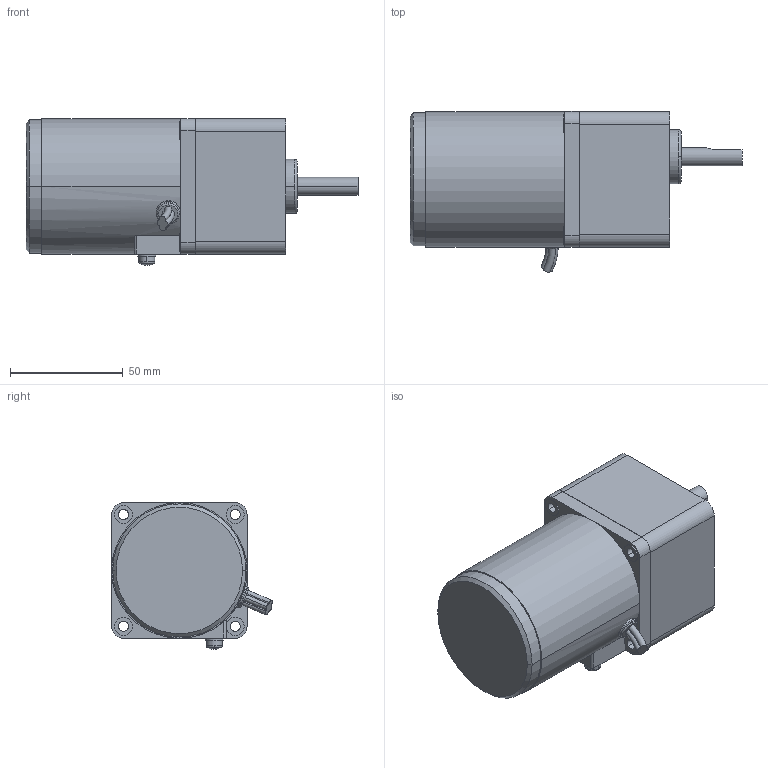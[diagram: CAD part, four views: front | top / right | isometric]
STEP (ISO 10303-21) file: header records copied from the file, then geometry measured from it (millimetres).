
FILE_DESCRIPTION( ( '' ), '1' );
FILE_NAME( '2RK6GN-2GN25-180S.stp', '2008-07-10T11:25:34', ( '' ), ( '' ), ' ', ' ', ' ' );
FILE_SCHEMA( ( 'CONFIG_CONTROL_DESIGN' ) );
Length unit declared in the file: millimetre
Products named in the file (2): 1; 2
Bounding box: 147 x 71.23 x 64.92 mm (x, y, z)
Volume: 357755.7 mm3; surface area: 42788.2 mm2
Topology: 2 solids, 2 shells, 158 faces, 413 edges, 274 vertices
Faces by surface type: cylinder 80, plane 56, torus 20, cone 2
Entity records: 5221 total; most frequent: CARTESIAN_POINT 1015, DIRECTION 939, ORIENTED_EDGE 826, EDGE_CURVE 413, AXIS2_PLACEMENT_3D 384, VERTEX_POINT 274, CIRCLE 222, EDGE_LOOP 189
